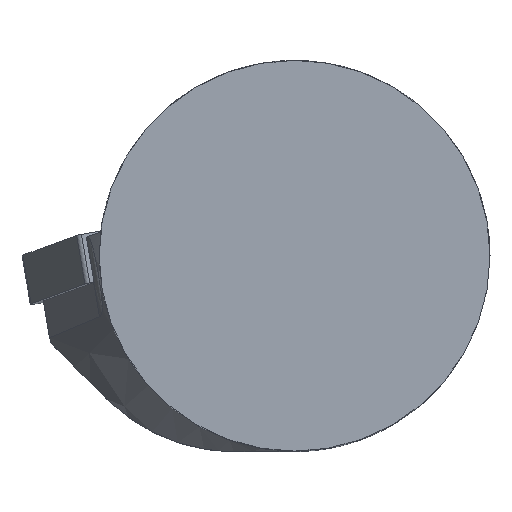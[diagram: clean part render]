
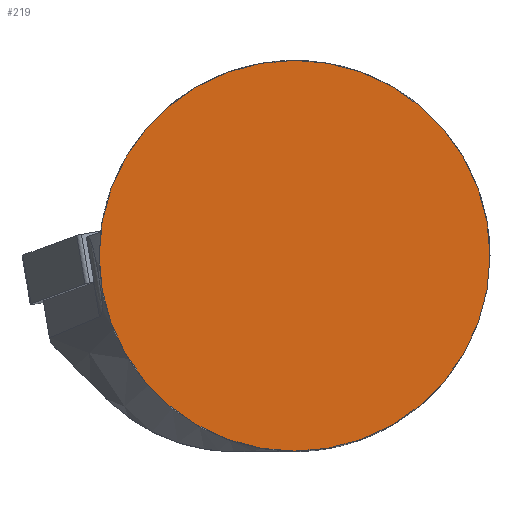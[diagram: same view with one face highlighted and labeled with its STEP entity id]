
A CAD part, top view. The second image highlights one B-rep face of the part: STEP entity #219.
In plain terms, the highlighted planar face has unit normal (0, 0, 1).
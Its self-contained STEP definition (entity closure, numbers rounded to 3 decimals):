
#147=CIRCLE('',#1042,25.);
#219=ADVANCED_FACE('',(#294),#254,.T.);
#254=PLANE('',#1089);
#294=FACE_OUTER_BOUND('',#340,.T.);
#340=EDGE_LOOP('',(#551));
#551=ORIENTED_EDGE('',*,*,#753,.T.);
#666=VERTEX_POINT('',#1558);
#753=EDGE_CURVE('',#666,#666,#147,.T.);
#1042=AXIS2_PLACEMENT_3D('',#1557,#1191,#1192);
#1089=AXIS2_PLACEMENT_3D('',#1681,#1306,#1307);
#1191=DIRECTION('',(0.,0.,1.));
#1192=DIRECTION('',(1.,0.,0.));
#1306=DIRECTION('',(0.,0.,1.));
#1307=DIRECTION('',(1.,0.,0.));
#1557=CARTESIAN_POINT('',(0.,0.,0.));
#1558=CARTESIAN_POINT('',(25.,0.,0.));
#1681=CARTESIAN_POINT('',(0.,0.,0.));
